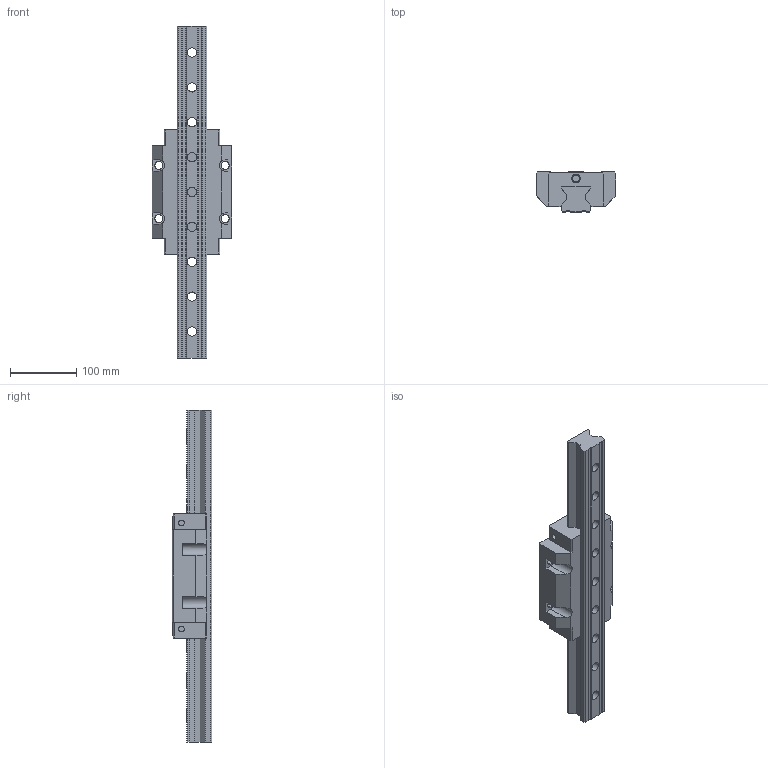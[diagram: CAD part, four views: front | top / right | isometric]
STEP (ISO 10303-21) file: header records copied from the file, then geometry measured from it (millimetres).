
FILE_DESCRIPTION((''),'2;1');
FILE_NAME('ASM0003_ASM','2008-07-11T',('danharen'),(''),'PRO/ENGINEER BY PARAMETRIC TECHNOLOGY CORPORATION, 2004360','PRO/ENGINEER BY PARAMETRIC TECHNOLOGY CORPORATION, 2004360','');
FILE_SCHEMA(('CONFIG_CONTROL_DESIGN'));
Length unit declared in the file: millimetre
Products named in the file (5): PRT0008; PRT0009; RGW45HC_ASM_3_ASM_ASM; RGW45HC_ASM_ASM; ASM0003_ASM
Assembly tree (4 placements, depth 4):
  ASM0003_ASM
    RGW45HC_ASM_ASM
      RGW45HC_ASM_3_ASM_ASM
        PRT0008
        PRT0009
Bounding box: 120 x 60 x 500 mm (x, y, z)
Volume: 1411098.1 mm3; surface area: 196113.1 mm2
Topology: 2 solids, 2 shells, 199 faces, 526 edges, 352 vertices
Faces by surface type: plane 123, cylinder 76
Entity records: 6419 total; most frequent: CARTESIAN_POINT 1117, DIRECTION 1100, ORIENTED_EDGE 1052, EDGE_CURVE 526, AXIS2_PLACEMENT_3D 371, VECTOR 358, LINE 358, VERTEX_POINT 352
